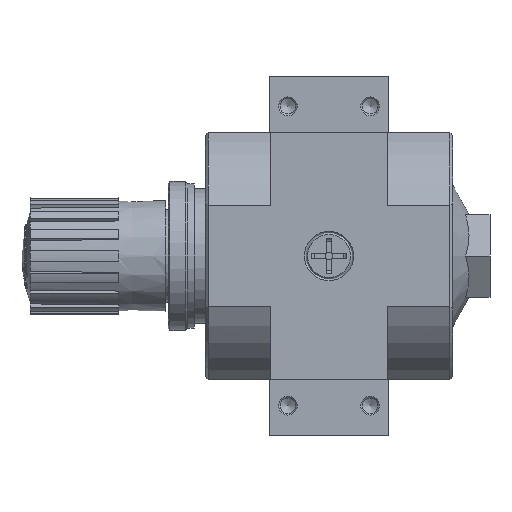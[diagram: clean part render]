
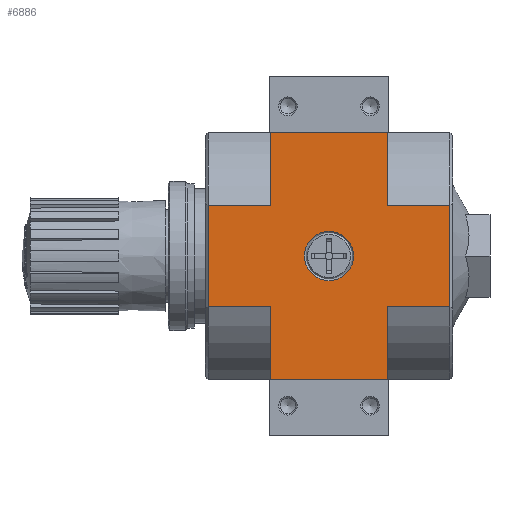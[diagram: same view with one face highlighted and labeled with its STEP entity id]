
A CAD part, left-side view. The second image highlights one B-rep face of the part: STEP entity #6886.
In plain terms, the highlighted face is planar.
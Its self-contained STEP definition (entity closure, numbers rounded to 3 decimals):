
#279=PLANE('',#7373);
#534=CIRCLE('',#7374,6.579);
#992=ORIENTED_EDGE('',*,*,#2437,.F.);
#993=ORIENTED_EDGE('',*,*,#2438,.T.);
#994=ORIENTED_EDGE('',*,*,#2439,.F.);
#995=ORIENTED_EDGE('',*,*,#2440,.T.);
#996=ORIENTED_EDGE('',*,*,#2441,.F.);
#997=ORIENTED_EDGE('',*,*,#2420,.F.);
#998=ORIENTED_EDGE('',*,*,#2442,.T.);
#999=ORIENTED_EDGE('',*,*,#2443,.T.);
#1000=ORIENTED_EDGE('',*,*,#2444,.T.);
#1001=ORIENTED_EDGE('',*,*,#2445,.T.);
#1002=ORIENTED_EDGE('',*,*,#2446,.T.);
#1003=ORIENTED_EDGE('',*,*,#2412,.F.);
#1004=ORIENTED_EDGE('',*,*,#2447,.F.);
#2412=EDGE_CURVE('',#3117,#3110,#3592,.T.);
#2420=EDGE_CURVE('',#3124,#3125,#3597,.T.);
#2437=EDGE_CURVE('',#3138,#3138,#534,.T.);
#2438=EDGE_CURVE('',#3139,#3140,#3613,.F.);
#2439=EDGE_CURVE('',#3141,#3140,#3614,.T.);
#2440=EDGE_CURVE('',#3141,#3142,#3615,.T.);
#2441=EDGE_CURVE('',#3125,#3142,#3616,.T.);
#2442=EDGE_CURVE('',#3124,#3143,#3617,.T.);
#2443=EDGE_CURVE('',#3143,#3144,#3618,.T.);
#2444=EDGE_CURVE('',#3144,#3145,#3619,.T.);
#2445=EDGE_CURVE('',#3145,#3146,#3620,.F.);
#2446=EDGE_CURVE('',#3146,#3110,#3621,.T.);
#2447=EDGE_CURVE('',#3139,#3117,#3622,.T.);
#3110=VERTEX_POINT('',#10084);
#3117=VERTEX_POINT('',#10099);
#3124=VERTEX_POINT('',#10115);
#3125=VERTEX_POINT('',#10117);
#3138=VERTEX_POINT('',#10149);
#3139=VERTEX_POINT('',#10151);
#3140=VERTEX_POINT('',#10152);
#3141=VERTEX_POINT('',#10154);
#3142=VERTEX_POINT('',#10156);
#3143=VERTEX_POINT('',#10159);
#3144=VERTEX_POINT('',#10161);
#3145=VERTEX_POINT('',#10163);
#3146=VERTEX_POINT('',#10165);
#3592=LINE('',#10100,#3946);
#3597=LINE('',#10116,#3951);
#3613=LINE('',#10150,#3967);
#3614=LINE('',#10153,#3968);
#3615=LINE('',#10155,#3969);
#3616=LINE('',#10157,#3970);
#3617=LINE('',#10158,#3971);
#3618=LINE('',#10160,#3972);
#3619=LINE('',#10162,#3973);
#3620=LINE('',#10164,#3974);
#3621=LINE('',#10166,#3975);
#3622=LINE('',#10167,#3976);
#3946=VECTOR('',#8261,1000.);
#3951=VECTOR('',#8274,1000.);
#3967=VECTOR('',#8298,1000.);
#3968=VECTOR('',#8299,1000.);
#3969=VECTOR('',#8300,1000.);
#3970=VECTOR('',#8301,1000.);
#3971=VECTOR('',#8302,1000.);
#3972=VECTOR('',#8303,1000.);
#3973=VECTOR('',#8304,1000.);
#3974=VECTOR('',#8305,1000.);
#3975=VECTOR('',#8306,1000.);
#3976=VECTOR('',#8307,1000.);
#4307=EDGE_LOOP('',(#992));
#4308=EDGE_LOOP('',(#993,#994,#995,#996,#997,#998,#999,#1000,#1001,#1002,
#1003,#1004));
#4821=FACE_BOUND('',#4307,.T.);
#4822=FACE_BOUND('',#4308,.T.);
#6886=ADVANCED_FACE('',(#4821,#4822),#279,.F.);
#7373=AXIS2_PLACEMENT_3D('',#10147,#8294,#8295);
#7374=AXIS2_PLACEMENT_3D('',#10148,#8296,#8297);
#8261=DIRECTION('',(0.,-1.,0.));
#8274=DIRECTION('',(0.,1.,0.));
#8294=DIRECTION('',(0.,0.,1.));
#8295=DIRECTION('',(1.,0.,0.));
#8296=DIRECTION('',(0.,0.,-1.));
#8297=DIRECTION('',(-1.,0.,0.));
#8298=DIRECTION('',(0.,-1.,0.));
#8299=DIRECTION('',(-1.,0.,0.));
#8300=DIRECTION('',(0.,-1.,0.));
#8301=DIRECTION('',(-1.,0.,0.));
#8302=DIRECTION('',(-1.,0.,0.));
#8303=DIRECTION('',(0.,-1.,0.));
#8304=DIRECTION('',(-1.,0.,0.));
#8305=DIRECTION('',(0.,-1.,0.));
#8306=DIRECTION('',(-1.,0.,0.));
#8307=DIRECTION('',(-1.,0.,0.));
#10084=CARTESIAN_POINT('',(-33.,-15.5,-33.));
#10099=CARTESIAN_POINT('',(-33.,15.5,-33.));
#10100=CARTESIAN_POINT('',(-33.,32.2,-33.));
#10115=CARTESIAN_POINT('',(33.,-15.5,-33.));
#10116=CARTESIAN_POINT('',(33.,-32.2,-33.));
#10117=CARTESIAN_POINT('',(33.,15.5,-33.));
#10147=CARTESIAN_POINT('',(0.,0.,-33.));
#10148=CARTESIAN_POINT('',(0.,0.,-33.));
#10149=CARTESIAN_POINT('',(-6.579,0.,-33.));
#10150=CARTESIAN_POINT('',(-13.619,50.5,-33.));
#10151=CARTESIAN_POINT('',(-13.619,15.5,-33.));
#10152=CARTESIAN_POINT('',(-13.619,32.2,-33.));
#10153=CARTESIAN_POINT('',(33.,32.2,-33.));
#10154=CARTESIAN_POINT('',(13.619,32.2,-33.));
#10155=CARTESIAN_POINT('',(13.619,50.5,-33.));
#10156=CARTESIAN_POINT('',(13.619,15.5,-33.));
#10157=CARTESIAN_POINT('',(0.,15.5,-33.));
#10158=CARTESIAN_POINT('',(0.,-15.5,-33.));
#10159=CARTESIAN_POINT('',(13.619,-15.5,-33.));
#10160=CARTESIAN_POINT('',(13.619,-15.5,-33.));
#10161=CARTESIAN_POINT('',(13.619,-32.2,-33.));
#10162=CARTESIAN_POINT('',(33.,-32.2,-33.));
#10163=CARTESIAN_POINT('',(-13.619,-32.2,-33.));
#10164=CARTESIAN_POINT('',(-13.619,-15.5,-33.));
#10165=CARTESIAN_POINT('',(-13.619,-15.5,-33.));
#10166=CARTESIAN_POINT('',(0.,-15.5,-33.));
#10167=CARTESIAN_POINT('',(0.,15.5,-33.));
